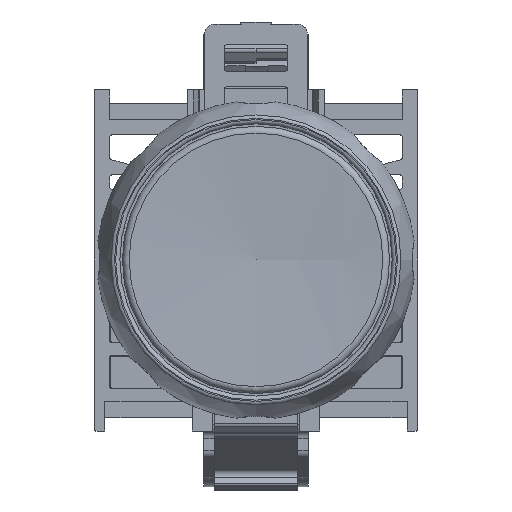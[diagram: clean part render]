
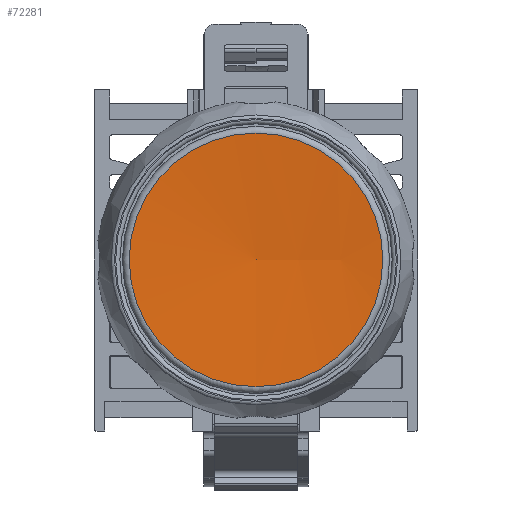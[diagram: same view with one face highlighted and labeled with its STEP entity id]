
A CAD part, top view. The second image highlights one B-rep face of the part: STEP entity #72281.
In plain terms, the highlighted spherical face has radius 121.064 mm.
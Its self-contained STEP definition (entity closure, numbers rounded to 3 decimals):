
#503=SPHERICAL_SURFACE('',#76608,121.064);
#5901=FACE_OUTER_BOUND('',#9856,.T.);
#9856=EDGE_LOOP('',(#58146,#58147,#58148,#58149,#58150));
#13441=CIRCLE('',#76604,12.339);
#13442=CIRCLE('',#76605,12.339);
#13443=CIRCLE('',#76606,12.339);
#13445=CIRCLE('',#76609,121.064);
#32912=VERTEX_POINT('',#116710);
#32913=VERTEX_POINT('',#116712);
#32914=VERTEX_POINT('',#116714);
#32915=VERTEX_POINT('',#116719);
#41643=EDGE_CURVE('',#32912,#32913,#13441,.T.);
#41644=EDGE_CURVE('',#32913,#32914,#13442,.T.);
#41645=EDGE_CURVE('',#32914,#32912,#13443,.T.);
#41647=EDGE_CURVE('',#32915,#32914,#13445,.T.);
#58146=ORIENTED_EDGE('',*,*,#41644,.F.);
#58147=ORIENTED_EDGE('',*,*,#41643,.F.);
#58148=ORIENTED_EDGE('',*,*,#41645,.F.);
#58149=ORIENTED_EDGE('',*,*,#41647,.F.);
#58150=ORIENTED_EDGE('',*,*,#41647,.T.);
#72281=ADVANCED_FACE('',(#5901),#503,.F.);
#76604=AXIS2_PLACEMENT_3D('',#116713,#89223,#89224);
#76605=AXIS2_PLACEMENT_3D('',#116715,#89225,#89226);
#76606=AXIS2_PLACEMENT_3D('',#116716,#89227,#89228);
#76608=AXIS2_PLACEMENT_3D('',#116718,#89231,#89232);
#76609=AXIS2_PLACEMENT_3D('',#116720,#89233,#89234);
#89223=DIRECTION('center_axis',(0.,0.,
-1.));
#89224=DIRECTION('ref_axis',(0.,-1.,0.));
#89225=DIRECTION('center_axis',(0.,0.,
-1.));
#89226=DIRECTION('ref_axis',(0.,-1.,0.));
#89227=DIRECTION('center_axis',(0.,0.,
-1.));
#89228=DIRECTION('ref_axis',(0.,-1.,0.));
#89231=DIRECTION('center_axis',(0.,0.,
1.));
#89232=DIRECTION('ref_axis',(-1.,0.,0.));
#89233=DIRECTION('center_axis',(0.,-1.,0.));
#89234=DIRECTION('ref_axis',(1.,0.,0.));
#116710=CARTESIAN_POINT('',(-12.339,0.,12.91));
#116712=CARTESIAN_POINT('',(0.,12.339,12.91));
#116713=CARTESIAN_POINT('Origin',(0.,0.,
12.91));
#116714=CARTESIAN_POINT('',(12.339,0.,12.91));
#116715=CARTESIAN_POINT('Origin',(0.,0.,
12.91));
#116716=CARTESIAN_POINT('Origin',(0.,0.,
12.91));
#116718=CARTESIAN_POINT('Origin',(0.,0.,
133.344));
#116719=CARTESIAN_POINT('',(0.,0.,
12.28));
#116720=CARTESIAN_POINT('Origin',(0.,0.,
133.344));
